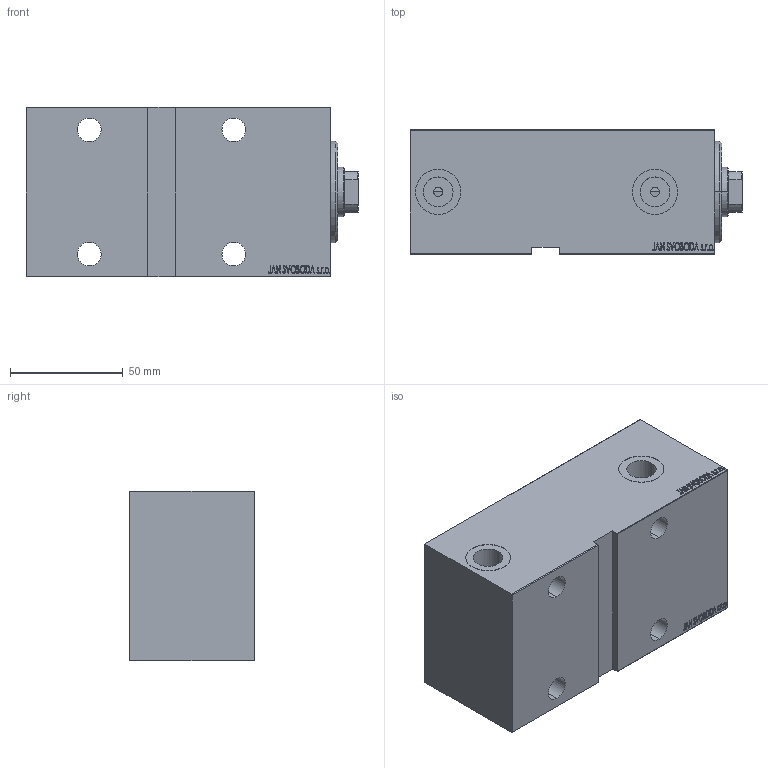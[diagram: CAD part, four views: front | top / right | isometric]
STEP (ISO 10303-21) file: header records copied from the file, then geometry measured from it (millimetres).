
FILE_DESCRIPTION (( 'STEP AP203' ), '1' );
FILE_NAME ('a61e.STEP', '2021-03-19T06:01:09', ( '' ), ( '' ), 'SwSTEP 2.0', 'SolidWorks 2019', '' );
FILE_SCHEMA (( 'CONFIG_CONTROL_DESIGN' ));
Length unit declared in the file: millimetre
Products named in the file (4): a61e; V450CM_E_VCP 189a1ca2615d9d7f54efefa4f59f3afa; V450CM_E 189a1ca2615d9d7f54efefa4f59f3afa; V450CM_VC_B 189a1ca2615d9d7f54efefa4f59f3afa
Assembly tree (3 placements, depth 2):
  a61e
    V450CM_E 189a1ca2615d9d7f54efefa4f59f3afa
    V450CM_E_VCP 189a1ca2615d9d7f54efefa4f59f3afa
    V450CM_VC_B 189a1ca2615d9d7f54efefa4f59f3afa
Bounding box: 147 x 55 x 75 mm (x, y, z)
Volume: 487296.1 mm3; surface area: 85190.5 mm2
Topology: 3 solids, 3 shells, 874 faces, 2240 edges, 1485 vertices
Faces by surface type: plane 416, bspline 380, cylinder 64, cone 14
Entity records: 43740 total; most frequent: CARTESIAN_POINT 24571, ORIENTED_EDGE 4476, DIRECTION 2606, EDGE_CURVE 2238, VERTEX_POINT 1485, VECTOR 1326, LINE 1326, EDGE_LOOP 1003
